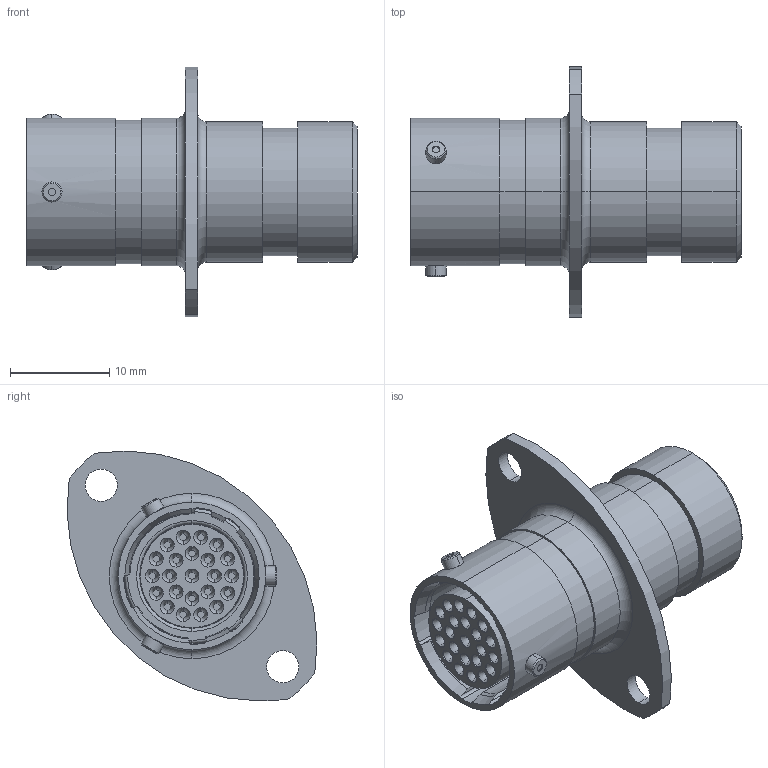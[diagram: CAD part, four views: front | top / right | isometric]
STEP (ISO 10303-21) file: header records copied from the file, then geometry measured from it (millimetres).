
FILE_DESCRIPTION (( 'STEP AP214' ), '1' );
FILE_NAME ('ASDD010-23SA.STEP', '2013-08-28T13:09:30', ( 'TE Connectivity' ), ( 'TE Connectivity' ), 'SwSTEP 2.0', 'SolidWorks 2011', '' );
FILE_SCHEMA (( 'AUTOMOTIVE_DESIGN' ));
Length unit declared in the file: inch
Products named in the file (1): ASDD010-23SA
Bounding box: 33.31 x 25.2 x 25.21 mm (x, y, z)
Volume: 4155.5 mm3; surface area: 7928.6 mm2
Topology: 12 solids, 12 shells, 835 faces, 1839 edges, 1062 vertices
Faces by surface type: cylinder 296, torus 254, cone 164, plane 89, bspline 18, sphere 14
Entity records: 34757 total; most frequent: DIRECTION 4606, CARTESIAN_POINT 4544, ORIENTED_EDGE 3656, AXIS2_PLACEMENT_3D 2058, EDGE_CURVE 1828, CIRCLE 1240, VERTEX_POINT 1059, EDGE_LOOP 985
